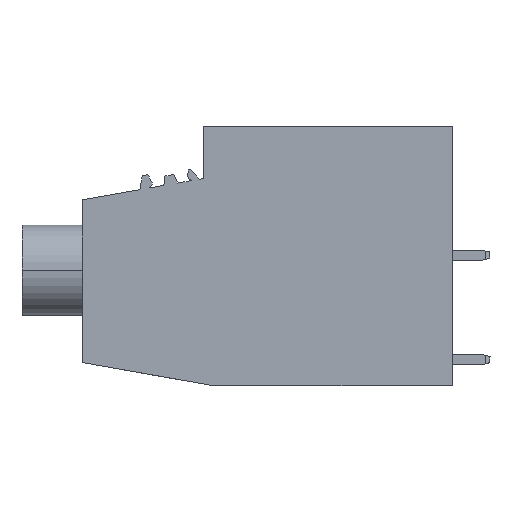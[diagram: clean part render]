
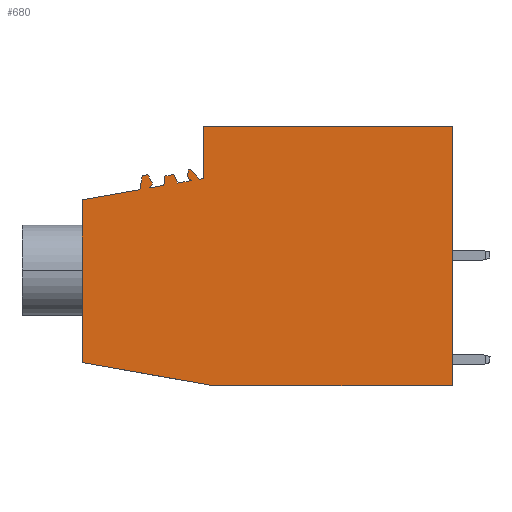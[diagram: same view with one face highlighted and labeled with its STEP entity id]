
A CAD part, left-side view. The second image highlights one B-rep face of the part: STEP entity #680.
In plain terms, the highlighted planar face has unit normal (-1, 0, 0).
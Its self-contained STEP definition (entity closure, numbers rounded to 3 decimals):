
#508=AXIS2_PLACEMENT_3D('Plane Axis2P3D',#505,#506,#507) ;
#568=AXIS2_PLACEMENT_3D('Circle Axis2P3D',#566,#567,$) ;
#575=AXIS2_PLACEMENT_3D('Circle Axis2P3D',#573,#574,$) ;
#63=CARTESIAN_POINT('Vertex',(0.,33.2,0.)) ;
#66=CARTESIAN_POINT('Line Origine',(0.,41.,1.375)) ;
#70=CARTESIAN_POINT('Vertex',(0.,48.8,2.751)) ;
#360=CARTESIAN_POINT('Line Origine',(0.,48.8,12.485)) ;
#364=CARTESIAN_POINT('Vertex',(0.,48.8,22.22)) ;
#505=CARTESIAN_POINT('Axis2P3D Location',(0.,0.,0.)) ;
#510=CARTESIAN_POINT('Line Origine',(0.,18.85,0.)) ;
#514=CARTESIAN_POINT('Vertex',(0.,4.5,0.)) ;
#517=CARTESIAN_POINT('Line Origine',(0.,4.5,15.5)) ;
#521=CARTESIAN_POINT('Vertex',(0.,4.5,31.)) ;
#524=CARTESIAN_POINT('Line Origine',(0.,19.4,31.)) ;
#528=CARTESIAN_POINT('Vertex',(0.,34.3,31.)) ;
#531=CARTESIAN_POINT('Line Origine',(0.,34.3,27.888)) ;
#535=CARTESIAN_POINT('Vertex',(0.,34.3,24.777)) ;
#538=CARTESIAN_POINT('Line Origine',(0.,34.558,24.731)) ;
#542=CARTESIAN_POINT('Vertex',(0.,34.816,24.686)) ;
#545=CARTESIAN_POINT('Line Origine',(0.,35.325,25.271)) ;
#549=CARTESIAN_POINT('Vertex',(0.,35.833,25.856)) ;
#552=CARTESIAN_POINT('Line Origine',(0.,35.96,25.834)) ;
#556=CARTESIAN_POINT('Vertex',(0.,36.087,25.811)) ;
#559=CARTESIAN_POINT('Line Origine',(0.,36.124,25.514)) ;
#563=CARTESIAN_POINT('Vertex',(0.,36.16,25.217)) ;
#566=CARTESIAN_POINT('Axis2P3D Location',(0.,35.595,25.148)) ;
#570=CARTESIAN_POINT('Vertex',(0.,35.875,24.651)) ;
#573=CARTESIAN_POINT('Axis2P3D Location',(0.,36.029,24.376)) ;
#577=CARTESIAN_POINT('Vertex',(0.,35.749,24.521)) ;
#580=CARTESIAN_POINT('Line Origine',(0.,36.563,24.378)) ;
#584=CARTESIAN_POINT('Vertex',(0.,37.376,24.234)) ;
#587=CARTESIAN_POINT('Line Origine',(0.,37.615,24.746)) ;
#591=CARTESIAN_POINT('Vertex',(0.,37.853,25.257)) ;
#594=CARTESIAN_POINT('Line Origine',(0.,38.39,25.162)) ;
#598=CARTESIAN_POINT('Vertex',(0.,38.926,25.068)) ;
#601=CARTESIAN_POINT('Line Origine',(0.,38.976,24.506)) ;
#605=CARTESIAN_POINT('Vertex',(0.,39.025,23.944)) ;
#608=CARTESIAN_POINT('Line Origine',(0.,39.873,23.794)) ;
#612=CARTESIAN_POINT('Vertex',(0.,40.721,23.645)) ;
#615=CARTESIAN_POINT('Line Origine',(0.,40.563,23.87)) ;
#619=CARTESIAN_POINT('Vertex',(0.,40.405,24.096)) ;
#622=CARTESIAN_POINT('Line Origine',(0.,40.423,24.195)) ;
#626=CARTESIAN_POINT('Vertex',(0.,40.44,24.293)) ;
#629=CARTESIAN_POINT('Line Origine',(0.,40.687,24.757)) ;
#633=CARTESIAN_POINT('Vertex',(0.,40.934,25.222)) ;
#636=CARTESIAN_POINT('Line Origine',(0.,41.27,25.162)) ;
#640=CARTESIAN_POINT('Vertex',(0.,41.606,25.103)) ;
#643=CARTESIAN_POINT('Line Origine',(0.,41.753,24.27)) ;
#647=CARTESIAN_POINT('Vertex',(0.,41.899,23.437)) ;
#650=CARTESIAN_POINT('Line Origine',(0.,45.35,22.828)) ;
#67=DIRECTION('Vector Direction',(0.,-0.985,-0.174)) ;
#361=DIRECTION('Vector Direction',(0.,0.,-1.)) ;
#506=DIRECTION('Axis2P3D Direction',(-1.,0.,0.)) ;
#507=DIRECTION('Axis2P3D XDirection',(0.,-1.,0.)) ;
#511=DIRECTION('Vector Direction',(0.,-1.,0.)) ;
#518=DIRECTION('Vector Direction',(0.,0.,1.)) ;
#525=DIRECTION('Vector Direction',(0.,1.,0.)) ;
#532=DIRECTION('Vector Direction',(0.,0.,1.)) ;
#539=DIRECTION('Vector Direction',(0.,0.985,-0.174)) ;
#546=DIRECTION('Vector Direction',(0.,-0.656,-0.755)) ;
#553=DIRECTION('Vector Direction',(0.,-0.985,0.174)) ;
#560=DIRECTION('Vector Direction',(0.,-0.122,0.993)) ;
#567=DIRECTION('Axis2P3D Direction',(-1.,0.,0.)) ;
#574=DIRECTION('Axis2P3D Direction',(-1.,0.,0.)) ;
#581=DIRECTION('Vector Direction',(0.,0.985,-0.174)) ;
#588=DIRECTION('Vector Direction',(0.,-0.423,-0.906)) ;
#595=DIRECTION('Vector Direction',(0.,-0.985,0.174)) ;
#602=DIRECTION('Vector Direction',(0.,-0.087,0.996)) ;
#609=DIRECTION('Vector Direction',(0.,0.985,-0.174)) ;
#616=DIRECTION('Vector Direction',(0.,0.574,-0.819)) ;
#623=DIRECTION('Vector Direction',(0.,-0.174,-0.985)) ;
#630=DIRECTION('Vector Direction',(0.,-0.469,-0.883)) ;
#637=DIRECTION('Vector Direction',(0.,-0.985,0.174)) ;
#644=DIRECTION('Vector Direction',(0.,-0.174,0.985)) ;
#651=DIRECTION('Vector Direction',(0.,0.985,-0.174)) ;
#68=VECTOR('Line Direction',#67,1.) ;
#362=VECTOR('Line Direction',#361,1.) ;
#512=VECTOR('Line Direction',#511,1.) ;
#519=VECTOR('Line Direction',#518,1.) ;
#526=VECTOR('Line Direction',#525,1.) ;
#533=VECTOR('Line Direction',#532,1.) ;
#540=VECTOR('Line Direction',#539,1.) ;
#547=VECTOR('Line Direction',#546,1.) ;
#554=VECTOR('Line Direction',#553,1.) ;
#561=VECTOR('Line Direction',#560,1.) ;
#582=VECTOR('Line Direction',#581,1.) ;
#589=VECTOR('Line Direction',#588,1.) ;
#596=VECTOR('Line Direction',#595,1.) ;
#603=VECTOR('Line Direction',#602,1.) ;
#610=VECTOR('Line Direction',#609,1.) ;
#617=VECTOR('Line Direction',#616,1.) ;
#624=VECTOR('Line Direction',#623,1.) ;
#631=VECTOR('Line Direction',#630,1.) ;
#638=VECTOR('Line Direction',#637,1.) ;
#645=VECTOR('Line Direction',#644,1.) ;
#652=VECTOR('Line Direction',#651,1.) ;
#656=ORIENTED_EDGE('',*,*,#366,.T.) ;
#657=ORIENTED_EDGE('',*,*,#72,.T.) ;
#658=ORIENTED_EDGE('',*,*,#516,.T.) ;
#659=ORIENTED_EDGE('',*,*,#523,.T.) ;
#660=ORIENTED_EDGE('',*,*,#530,.T.) ;
#661=ORIENTED_EDGE('',*,*,#537,.T.) ;
#662=ORIENTED_EDGE('',*,*,#544,.T.) ;
#663=ORIENTED_EDGE('',*,*,#551,.T.) ;
#664=ORIENTED_EDGE('',*,*,#558,.T.) ;
#665=ORIENTED_EDGE('',*,*,#565,.T.) ;
#666=ORIENTED_EDGE('',*,*,#572,.T.) ;
#667=ORIENTED_EDGE('',*,*,#579,.T.) ;
#668=ORIENTED_EDGE('',*,*,#586,.T.) ;
#669=ORIENTED_EDGE('',*,*,#593,.T.) ;
#670=ORIENTED_EDGE('',*,*,#600,.T.) ;
#671=ORIENTED_EDGE('',*,*,#607,.T.) ;
#672=ORIENTED_EDGE('',*,*,#614,.T.) ;
#673=ORIENTED_EDGE('',*,*,#621,.T.) ;
#674=ORIENTED_EDGE('',*,*,#628,.T.) ;
#675=ORIENTED_EDGE('',*,*,#635,.T.) ;
#676=ORIENTED_EDGE('',*,*,#642,.T.) ;
#677=ORIENTED_EDGE('',*,*,#649,.T.) ;
#678=ORIENTED_EDGE('',*,*,#654,.T.) ;
#680=ADVANCED_FACE('BLZP 5.08/.../180 - (sample for product name)',(#679),#509,.T.) ;
#569=CIRCLE('generated circle',#568,0.57) ;
#576=CIRCLE('generated circle',#575,0.315) ;
#72=EDGE_CURVE('',#71,#64,#69,.T.) ;
#366=EDGE_CURVE('',#365,#71,#363,.T.) ;
#516=EDGE_CURVE('',#64,#515,#513,.T.) ;
#523=EDGE_CURVE('',#515,#522,#520,.T.) ;
#530=EDGE_CURVE('',#522,#529,#527,.T.) ;
#537=EDGE_CURVE('',#529,#536,#534,.F.) ;
#544=EDGE_CURVE('',#536,#543,#541,.T.) ;
#551=EDGE_CURVE('',#543,#550,#548,.F.) ;
#558=EDGE_CURVE('',#550,#557,#555,.F.) ;
#565=EDGE_CURVE('',#557,#564,#562,.F.) ;
#572=EDGE_CURVE('',#564,#571,#569,.T.) ;
#579=EDGE_CURVE('',#571,#578,#576,.F.) ;
#586=EDGE_CURVE('',#578,#585,#583,.T.) ;
#593=EDGE_CURVE('',#585,#592,#590,.F.) ;
#600=EDGE_CURVE('',#592,#599,#597,.F.) ;
#607=EDGE_CURVE('',#599,#606,#604,.F.) ;
#614=EDGE_CURVE('',#606,#613,#611,.T.) ;
#621=EDGE_CURVE('',#613,#620,#618,.F.) ;
#628=EDGE_CURVE('',#620,#627,#625,.F.) ;
#635=EDGE_CURVE('',#627,#634,#632,.F.) ;
#642=EDGE_CURVE('',#634,#641,#639,.F.) ;
#649=EDGE_CURVE('',#641,#648,#646,.F.) ;
#654=EDGE_CURVE('',#648,#365,#653,.T.) ;
#655=EDGE_LOOP('',(#656,#657,#658,#659,#660,#661,#662,#663,#664,#665,#666,#667,#668,#669,#670,#671,#672,#673,#674,#675,#676,#677,#678)) ;
#679=FACE_OUTER_BOUND('',#655,.T.) ;
#69=LINE('Line',#66,#68) ;
#363=LINE('Line',#360,#362) ;
#513=LINE('Line',#510,#512) ;
#520=LINE('Line',#517,#519) ;
#527=LINE('Line',#524,#526) ;
#534=LINE('Line',#531,#533) ;
#541=LINE('Line',#538,#540) ;
#548=LINE('Line',#545,#547) ;
#555=LINE('Line',#552,#554) ;
#562=LINE('Line',#559,#561) ;
#583=LINE('Line',#580,#582) ;
#590=LINE('Line',#587,#589) ;
#597=LINE('Line',#594,#596) ;
#604=LINE('Line',#601,#603) ;
#611=LINE('Line',#608,#610) ;
#618=LINE('Line',#615,#617) ;
#625=LINE('Line',#622,#624) ;
#632=LINE('Line',#629,#631) ;
#639=LINE('Line',#636,#638) ;
#646=LINE('Line',#643,#645) ;
#653=LINE('Line',#650,#652) ;
#509=PLANE('',#508) ;
#64=VERTEX_POINT('',#63) ;
#71=VERTEX_POINT('',#70) ;
#365=VERTEX_POINT('',#364) ;
#515=VERTEX_POINT('',#514) ;
#522=VERTEX_POINT('',#521) ;
#529=VERTEX_POINT('',#528) ;
#536=VERTEX_POINT('',#535) ;
#543=VERTEX_POINT('',#542) ;
#550=VERTEX_POINT('',#549) ;
#557=VERTEX_POINT('',#556) ;
#564=VERTEX_POINT('',#563) ;
#571=VERTEX_POINT('',#570) ;
#578=VERTEX_POINT('',#577) ;
#585=VERTEX_POINT('',#584) ;
#592=VERTEX_POINT('',#591) ;
#599=VERTEX_POINT('',#598) ;
#606=VERTEX_POINT('',#605) ;
#613=VERTEX_POINT('',#612) ;
#620=VERTEX_POINT('',#619) ;
#627=VERTEX_POINT('',#626) ;
#634=VERTEX_POINT('',#633) ;
#641=VERTEX_POINT('',#640) ;
#648=VERTEX_POINT('',#647) ;
